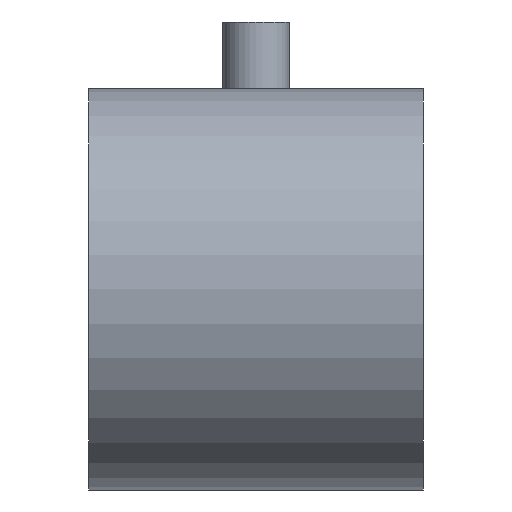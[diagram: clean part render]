
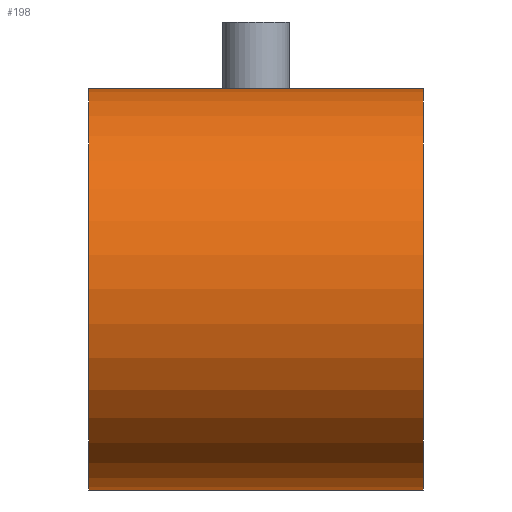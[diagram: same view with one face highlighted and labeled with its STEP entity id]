
A CAD part, left-side view. The second image highlights one B-rep face of the part: STEP entity #198.
In plain terms, the highlighted cylindrical face has radius 15 mm (diameter 30 mm), a partial arc.
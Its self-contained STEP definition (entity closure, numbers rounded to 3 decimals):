
#39=FACE_OUTER_BOUND('',#53,.T.);
#53=EDGE_LOOP('',(#170,#171,#172,#173));
#65=LINE('',#336,#79);
#71=LINE('',#351,#85);
#79=VECTOR('',#276,10.);
#85=VECTOR('',#290,10.);
#94=CIRCLE('',#234,15.);
#95=CIRCLE('',#235,15.);
#104=VERTEX_POINT('',#332);
#106=VERTEX_POINT('',#335);
#110=VERTEX_POINT('',#347);
#111=VERTEX_POINT('',#349);
#125=EDGE_CURVE('',#104,#106,#65,.T.);
#133=EDGE_CURVE('',#110,#111,#71,.T.);
#134=EDGE_CURVE('',#104,#110,#94,.T.);
#135=EDGE_CURVE('',#106,#111,#95,.T.);
#170=ORIENTED_EDGE('',*,*,#134,.T.);
#171=ORIENTED_EDGE('',*,*,#133,.T.);
#172=ORIENTED_EDGE('',*,*,#135,.F.);
#173=ORIENTED_EDGE('',*,*,#125,.F.);
#188=CYLINDRICAL_SURFACE('',#233,15.);
#198=ADVANCED_FACE('',(#39),#188,.T.);
#233=AXIS2_PLACEMENT_3D('',#352,#291,#292);
#234=AXIS2_PLACEMENT_3D('',#353,#293,#294);
#235=AXIS2_PLACEMENT_3D('',#354,#295,#296);
#276=DIRECTION('',(0.,1.,0.));
#290=DIRECTION('',(0.,1.,0.));
#291=DIRECTION('center_axis',(0.,1.,0.));
#292=DIRECTION('ref_axis',(-1.,0.,0.));
#293=DIRECTION('center_axis',(0.,1.,0.));
#294=DIRECTION('ref_axis',(0.293,0.,-0.956));
#295=DIRECTION('center_axis',(0.,1.,0.));
#296=DIRECTION('ref_axis',(0.293,0.,-0.956));
#332=CARTESIAN_POINT('',(-100.,0.,-15.));
#335=CARTESIAN_POINT('',(-100.,25.,-15.));
#336=CARTESIAN_POINT('',(-100.,0.,-15.));
#347=CARTESIAN_POINT('',(-100.,0.,15.));
#349=CARTESIAN_POINT('',(-100.,25.,15.));
#351=CARTESIAN_POINT('',(-100.,0.,15.));
#352=CARTESIAN_POINT('Origin',(-100.,0.,0.));
#353=CARTESIAN_POINT('Origin',(-100.,0.,0.));
#354=CARTESIAN_POINT('Origin',(-100.,25.,0.));
